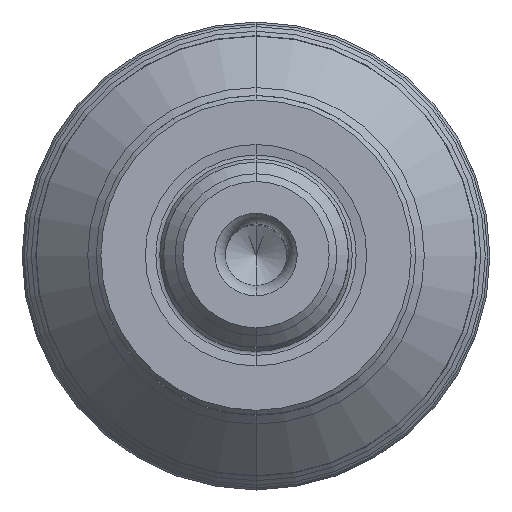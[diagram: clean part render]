
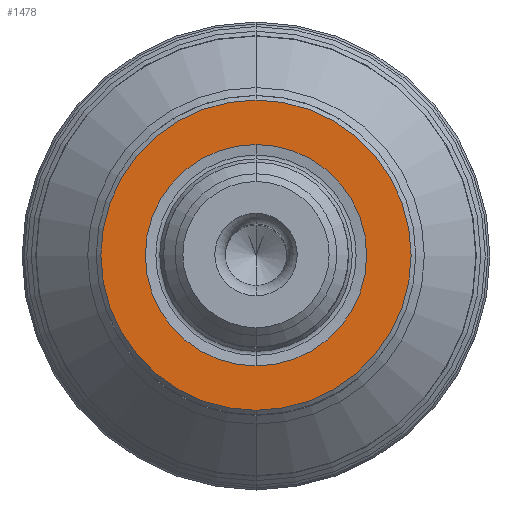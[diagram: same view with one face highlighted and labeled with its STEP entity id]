
A CAD part, top view. The second image highlights one B-rep face of the part: STEP entity #1478.
In plain terms, the highlighted face is planar.
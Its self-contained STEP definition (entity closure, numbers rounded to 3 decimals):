
#405=CARTESIAN_POINT('',(0.,0.,0.));
#406=DIRECTION('',(0.,0.,1.));
#407=DIRECTION('',(0.,1.,0.));
#408=AXIS2_PLACEMENT_3D('',#405,#406,#407);
#413=CARTESIAN_POINT('',(0.,0.,0.));
#414=DIRECTION('',(0.,0.,-1.));
#415=DIRECTION('',(0.,1.,0.));
#416=AXIS2_PLACEMENT_3D('',#413,#414,#415);
#421=CARTESIAN_POINT('',(0.,0.,0.));
#422=DIRECTION('',(0.,0.,-1.));
#423=DIRECTION('',(0.,1.,0.));
#424=AXIS2_PLACEMENT_3D('',#421,#422,#423);
#429=CARTESIAN_POINT('',(0.,0.,0.));
#430=DIRECTION('',(0.,0.,1.));
#431=DIRECTION('',(0.,1.,0.));
#432=AXIS2_PLACEMENT_3D('',#429,#430,#431);
#994=CARTESIAN_POINT('',(0.,7.19,0.));
#995=VERTEX_POINT('',#994);
#996=CARTESIAN_POINT('',(0.,10.075,0.));
#998=VERTEX_POINT('',#996);
#1028=CARTESIAN_POINT('',(0.,-7.19,0.));
#1029=VERTEX_POINT('',#1028);
#1030=CARTESIAN_POINT('',(0.,-10.075,0.));
#1032=VERTEX_POINT('',#1030);
#1463=CARTESIAN_POINT('',(0.,0.,0.));
#1464=DIRECTION('',(0.,0.,-1.));
#1465=DIRECTION('',(0.,-1.,0.));
#1466=AXIS2_PLACEMENT_3D('',#1463,#1464,#1465);
#1467=PLANE('',#1466);
#1468=ORIENTED_EDGE('',*,*,#1445,.T.);
#1469=ORIENTED_EDGE('',*,*,#1456,.F.);
#1470=EDGE_LOOP('',(#1468,#1469));
#1471=FACE_OUTER_BOUND('',#1470,.F.);
#1473=ORIENTED_EDGE('',*,*,#1472,.T.);
#1475=ORIENTED_EDGE('',*,*,#1474,.F.);
#1476=EDGE_LOOP('',(#1473,#1475));
#1477=FACE_BOUND('',#1476,.F.);
#1478=ADVANCED_FACE('',(#1471,#1477),#1467,.T.);
#409=CIRCLE('',#408,10.075);
#417=CIRCLE('',#416,10.075);
#425=CIRCLE('',#424,7.19);
#433=CIRCLE('',#432,7.19);
#1445=EDGE_CURVE('',#998,#1032,#409,.T.);
#1456=EDGE_CURVE('',#998,#1032,#417,.T.);
#1472=EDGE_CURVE('',#995,#1029,#425,.T.);
#1474=EDGE_CURVE('',#995,#1029,#433,.T.);
